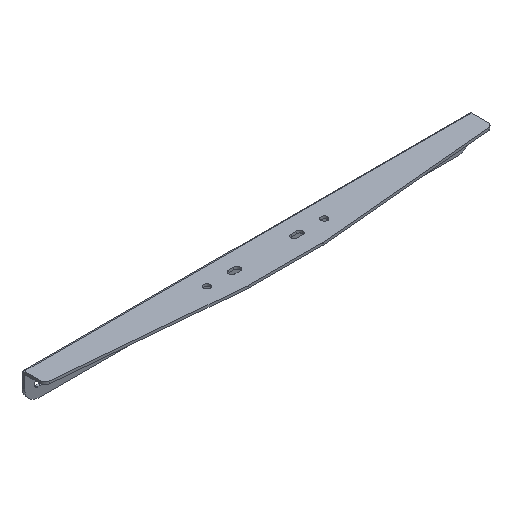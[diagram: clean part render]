
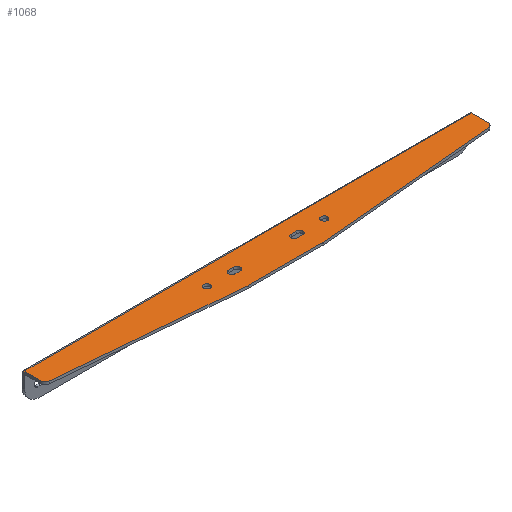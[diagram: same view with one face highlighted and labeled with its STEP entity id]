
A CAD part, isometric view. The second image highlights one B-rep face of the part: STEP entity #1068.
In plain terms, the highlighted planar face has unit normal (0, 0, 1).
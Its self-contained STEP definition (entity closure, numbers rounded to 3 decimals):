
#188=DIRECTION('',(-1.,0.,0.));
#189=VECTOR('',#188,450.);
#190=CARTESIAN_POINT('',(225.,21.,2.5));
#191=LINE('',#190,#189);
#205=DIRECTION('',(0.,-1.,0.));
#206=VECTOR('',#205,16.433);
#207=CARTESIAN_POINT('',(225.,21.,2.5));
#208=LINE('',#207,#206);
#209=CARTESIAN_POINT('',(220.,4.567,2.5));
#210=DIRECTION('',(0.,0.,-1.));
#211=DIRECTION('',(1.,0.,0.));
#212=AXIS2_PLACEMENT_3D('',#209,#210,#211);
#214=DIRECTION('',(-0.996,-0.09,0.));
#215=VECTOR('',#214,183.476);
#216=CARTESIAN_POINT('',(220.451,-0.412,2.5));
#217=LINE('',#216,#215);
#218=CARTESIAN_POINT('',(37.274,-12.,2.5));
#219=DIRECTION('',(0.,0.,-1.));
#220=DIRECTION('',(0.09,-0.996,0.));
#221=AXIS2_PLACEMENT_3D('',#218,#219,#220);
#223=CARTESIAN_POINT('',(-37.274,-12.,2.5));
#224=DIRECTION('',(0.,0.,-1.));
#225=DIRECTION('',(0.,-1.,0.));
#226=AXIS2_PLACEMENT_3D('',#223,#224,#225);
#228=DIRECTION('',(-0.996,0.09,0.));
#229=VECTOR('',#228,183.476);
#230=CARTESIAN_POINT('',(-37.725,-16.98,2.5));
#231=LINE('',#230,#229);
#232=CARTESIAN_POINT('',(-220.,4.567,2.5));
#233=DIRECTION('',(0.,0.,-1.));
#234=DIRECTION('',(-0.09,-0.996,0.));
#235=AXIS2_PLACEMENT_3D('',#232,#233,#234);
#237=DIRECTION('',(0.,1.,0.));
#238=VECTOR('',#237,16.433);
#239=CARTESIAN_POINT('',(-225.,4.567,2.5));
#240=LINE('',#239,#238);
#241=CARTESIAN_POINT('',(-28.75,3.,2.5));
#242=DIRECTION('',(0.,0.,1.));
#243=DIRECTION('',(0.,-1.,0.));
#244=AXIS2_PLACEMENT_3D('',#241,#242,#243);
#246=CARTESIAN_POINT('',(-28.75,3.,2.5));
#247=DIRECTION('',(0.,0.,1.));
#248=DIRECTION('',(1.,0.,0.));
#249=AXIS2_PLACEMENT_3D('',#246,#247,#248);
#251=CARTESIAN_POINT('',(-34.25,3.,2.5));
#252=DIRECTION('',(0.,0.,1.));
#253=DIRECTION('',(0.,1.,0.));
#254=AXIS2_PLACEMENT_3D('',#251,#252,#253);
#256=CARTESIAN_POINT('',(-34.25,3.,2.5));
#257=DIRECTION('',(0.,0.,1.));
#258=DIRECTION('',(-1.,0.,0.));
#259=AXIS2_PLACEMENT_3D('',#256,#257,#258);
#261=CARTESIAN_POINT('',(34.25,3.,2.5));
#262=DIRECTION('',(0.,0.,1.));
#263=DIRECTION('',(0.,-1.,0.));
#264=AXIS2_PLACEMENT_3D('',#261,#262,#263);
#266=CARTESIAN_POINT('',(34.25,3.,2.5));
#267=DIRECTION('',(0.,0.,1.));
#268=DIRECTION('',(1.,0.,0.));
#269=AXIS2_PLACEMENT_3D('',#266,#267,#268);
#271=CARTESIAN_POINT('',(28.75,3.,2.5));
#272=DIRECTION('',(0.,0.,1.));
#273=DIRECTION('',(0.,1.,0.));
#274=AXIS2_PLACEMENT_3D('',#271,#272,#273);
#276=CARTESIAN_POINT('',(28.75,3.,2.5));
#277=DIRECTION('',(0.,0.,1.));
#278=DIRECTION('',(-1.,0.,0.));
#279=AXIS2_PLACEMENT_3D('',#276,#277,#278);
#281=CARTESIAN_POINT('',(-59.,3.,2.5));
#282=DIRECTION('',(0.,0.,1.));
#283=DIRECTION('',(1.,0.,0.));
#284=AXIS2_PLACEMENT_3D('',#281,#282,#283);
#286=CARTESIAN_POINT('',(-59.,3.,2.5));
#287=DIRECTION('',(0.,0.,1.));
#288=DIRECTION('',(-1.,0.,0.));
#289=AXIS2_PLACEMENT_3D('',#286,#287,#288);
#291=CARTESIAN_POINT('',(59.,3.,2.5));
#292=DIRECTION('',(0.,0.,1.));
#293=DIRECTION('',(1.,0.,0.));
#294=AXIS2_PLACEMENT_3D('',#291,#292,#293);
#296=CARTESIAN_POINT('',(59.,3.,2.5));
#297=DIRECTION('',(0.,0.,1.));
#298=DIRECTION('',(-1.,0.,0.));
#299=AXIS2_PLACEMENT_3D('',#296,#297,#298);
#317=DIRECTION('',(1.,0.,0.));
#318=VECTOR('',#317,74.548);
#319=CARTESIAN_POINT('',(-37.274,-17.,2.5));
#320=LINE('',#319,#318);
#345=DIRECTION('',(-1.,0.,0.));
#346=VECTOR('',#345,5.5);
#347=CARTESIAN_POINT('',(-28.75,-0.25,2.5));
#348=LINE('',#347,#346);
#361=DIRECTION('',(1.,0.,0.));
#362=VECTOR('',#361,5.5);
#363=CARTESIAN_POINT('',(-34.25,6.25,2.5));
#364=LINE('',#363,#362);
#377=DIRECTION('',(-1.,0.,0.));
#378=VECTOR('',#377,5.5);
#379=CARTESIAN_POINT('',(34.25,-0.25,2.5));
#380=LINE('',#379,#378);
#393=DIRECTION('',(1.,0.,0.));
#394=VECTOR('',#393,5.5);
#395=CARTESIAN_POINT('',(28.75,6.25,2.5));
#396=LINE('',#395,#394);
#711=CARTESIAN_POINT('',(225.,21.,2.5));
#713=VERTEX_POINT('',#711);
#715=CARTESIAN_POINT('',(225.,4.567,2.5));
#716=VERTEX_POINT('',#715);
#718=CARTESIAN_POINT('',(-225.,21.,2.5));
#720=VERTEX_POINT('',#718);
#721=CARTESIAN_POINT('',(-225.,4.567,2.5));
#722=VERTEX_POINT('',#721);
#725=CARTESIAN_POINT('',(220.451,-0.412,2.5));
#726=VERTEX_POINT('',#725);
#727=CARTESIAN_POINT('',(37.725,-16.98,2.5));
#728=VERTEX_POINT('',#727);
#729=CARTESIAN_POINT('',(37.274,-17.,2.5));
#730=VERTEX_POINT('',#729);
#731=CARTESIAN_POINT('',(-37.274,-17.,2.5));
#732=VERTEX_POINT('',#731);
#733=CARTESIAN_POINT('',(-37.725,-16.98,2.5));
#734=VERTEX_POINT('',#733);
#735=CARTESIAN_POINT('',(-220.451,-0.412,2.5));
#736=VERTEX_POINT('',#735);
#737=CARTESIAN_POINT('',(-28.75,-0.25,2.5));
#738=CARTESIAN_POINT('',(-34.25,-0.25,2.5));
#739=VERTEX_POINT('',#737);
#740=VERTEX_POINT('',#738);
#741=CARTESIAN_POINT('',(-25.5,3.,2.5));
#742=VERTEX_POINT('',#741);
#743=CARTESIAN_POINT('',(-28.75,6.25,2.5));
#744=VERTEX_POINT('',#743);
#745=CARTESIAN_POINT('',(-34.25,6.25,2.5));
#746=VERTEX_POINT('',#745);
#747=CARTESIAN_POINT('',(-37.5,3.,2.5));
#748=VERTEX_POINT('',#747);
#749=CARTESIAN_POINT('',(34.25,-0.25,2.5));
#750=CARTESIAN_POINT('',(28.75,-0.25,2.5));
#751=VERTEX_POINT('',#749);
#752=VERTEX_POINT('',#750);
#753=CARTESIAN_POINT('',(37.5,3.,2.5));
#754=VERTEX_POINT('',#753);
#755=CARTESIAN_POINT('',(34.25,6.25,2.5));
#756=VERTEX_POINT('',#755);
#757=CARTESIAN_POINT('',(28.75,6.25,2.5));
#758=VERTEX_POINT('',#757);
#759=CARTESIAN_POINT('',(25.5,3.,2.5));
#760=VERTEX_POINT('',#759);
#761=CARTESIAN_POINT('',(-55.75,3.,2.5));
#762=CARTESIAN_POINT('',(-62.25,3.,2.5));
#763=VERTEX_POINT('',#761);
#764=VERTEX_POINT('',#762);
#765=CARTESIAN_POINT('',(62.25,3.,2.5));
#766=CARTESIAN_POINT('',(55.75,3.,2.5));
#767=VERTEX_POINT('',#765);
#768=VERTEX_POINT('',#766);
#1004=CARTESIAN_POINT('',(0.,0.,2.5));
#1005=DIRECTION('',(0.,0.,1.));
#1006=DIRECTION('',(1.,0.,0.));
#1007=AXIS2_PLACEMENT_3D('',#1004,#1005,#1006);
#1008=PLANE('',#1007);
#1009=ORIENTED_EDGE('',*,*,#980,.F.);
#1010=ORIENTED_EDGE('',*,*,#965,.T.);
#1012=ORIENTED_EDGE('',*,*,#1011,.T.);
#1014=ORIENTED_EDGE('',*,*,#1013,.T.);
#1016=ORIENTED_EDGE('',*,*,#1015,.T.);
#1018=ORIENTED_EDGE('',*,*,#1017,.F.);
#1020=ORIENTED_EDGE('',*,*,#1019,.T.);
#1022=ORIENTED_EDGE('',*,*,#1021,.T.);
#1024=ORIENTED_EDGE('',*,*,#1023,.T.);
#1025=ORIENTED_EDGE('',*,*,#991,.T.);
#1026=EDGE_LOOP('',(#1009,#1010,#1012,#1014,#1016,#1018,#1020,#1022,#1024,
#1025));
#1027=FACE_OUTER_BOUND('',#1026,.F.);
#1029=ORIENTED_EDGE('',*,*,#1028,.F.);
#1031=ORIENTED_EDGE('',*,*,#1030,.T.);
#1033=ORIENTED_EDGE('',*,*,#1032,.T.);
#1035=ORIENTED_EDGE('',*,*,#1034,.F.);
#1037=ORIENTED_EDGE('',*,*,#1036,.T.);
#1039=ORIENTED_EDGE('',*,*,#1038,.T.);
#1040=EDGE_LOOP('',(#1029,#1031,#1033,#1035,#1037,#1039));
#1041=FACE_BOUND('',#1040,.F.);
#1043=ORIENTED_EDGE('',*,*,#1042,.F.);
#1045=ORIENTED_EDGE('',*,*,#1044,.T.);
#1047=ORIENTED_EDGE('',*,*,#1046,.T.);
#1049=ORIENTED_EDGE('',*,*,#1048,.F.);
#1051=ORIENTED_EDGE('',*,*,#1050,.T.);
#1053=ORIENTED_EDGE('',*,*,#1052,.T.);
#1054=EDGE_LOOP('',(#1043,#1045,#1047,#1049,#1051,#1053));
#1055=FACE_BOUND('',#1054,.F.);
#1057=ORIENTED_EDGE('',*,*,#1056,.T.);
#1059=ORIENTED_EDGE('',*,*,#1058,.T.);
#1060=EDGE_LOOP('',(#1057,#1059));
#1061=FACE_BOUND('',#1060,.F.);
#1063=ORIENTED_EDGE('',*,*,#1062,.T.);
#1065=ORIENTED_EDGE('',*,*,#1064,.T.);
#1066=EDGE_LOOP('',(#1063,#1065));
#1067=FACE_BOUND('',#1066,.F.);
#1068=ADVANCED_FACE('',(#1027,#1041,#1055,#1061,#1067),#1008,.T.);
#213=CIRCLE('',#212,5.);
#222=CIRCLE('',#221,5.);
#227=CIRCLE('',#226,5.);
#236=CIRCLE('',#235,5.);
#245=CIRCLE('',#244,3.25);
#250=CIRCLE('',#249,3.25);
#255=CIRCLE('',#254,3.25);
#260=CIRCLE('',#259,3.25);
#265=CIRCLE('',#264,3.25);
#270=CIRCLE('',#269,3.25);
#275=CIRCLE('',#274,3.25);
#280=CIRCLE('',#279,3.25);
#285=CIRCLE('',#284,3.25);
#290=CIRCLE('',#289,3.25);
#295=CIRCLE('',#294,3.25);
#300=CIRCLE('',#299,3.25);
#965=EDGE_CURVE('',#713,#716,#208,.T.);
#980=EDGE_CURVE('',#713,#720,#191,.T.);
#991=EDGE_CURVE('',#722,#720,#240,.T.);
#1011=EDGE_CURVE('',#716,#726,#213,.T.);
#1013=EDGE_CURVE('',#726,#728,#217,.T.);
#1015=EDGE_CURVE('',#728,#730,#222,.T.);
#1017=EDGE_CURVE('',#732,#730,#320,.T.);
#1019=EDGE_CURVE('',#732,#734,#227,.T.);
#1021=EDGE_CURVE('',#734,#736,#231,.T.);
#1023=EDGE_CURVE('',#736,#722,#236,.T.);
#1028=EDGE_CURVE('',#739,#740,#348,.T.);
#1030=EDGE_CURVE('',#739,#742,#245,.T.);
#1032=EDGE_CURVE('',#742,#744,#250,.T.);
#1034=EDGE_CURVE('',#746,#744,#364,.T.);
#1036=EDGE_CURVE('',#746,#748,#255,.T.);
#1038=EDGE_CURVE('',#748,#740,#260,.T.);
#1042=EDGE_CURVE('',#751,#752,#380,.T.);
#1044=EDGE_CURVE('',#751,#754,#265,.T.);
#1046=EDGE_CURVE('',#754,#756,#270,.T.);
#1048=EDGE_CURVE('',#758,#756,#396,.T.);
#1050=EDGE_CURVE('',#758,#760,#275,.T.);
#1052=EDGE_CURVE('',#760,#752,#280,.T.);
#1056=EDGE_CURVE('',#763,#764,#285,.T.);
#1058=EDGE_CURVE('',#764,#763,#290,.T.);
#1062=EDGE_CURVE('',#767,#768,#295,.T.);
#1064=EDGE_CURVE('',#768,#767,#300,.T.);
